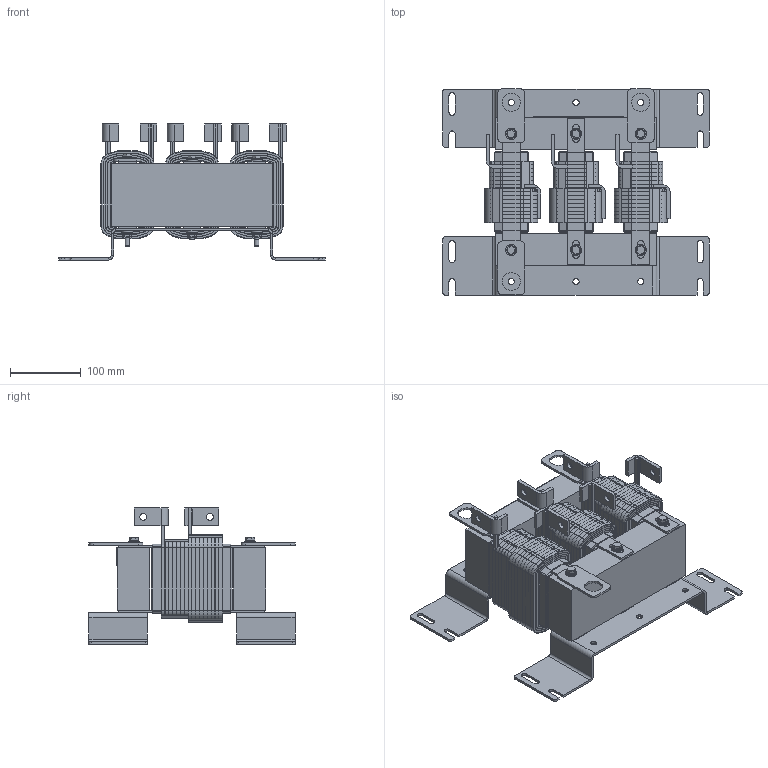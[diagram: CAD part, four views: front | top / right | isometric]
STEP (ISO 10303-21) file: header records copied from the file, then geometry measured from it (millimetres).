
FILE_DESCRIPTION(/* description */ (''),/* implementation_level */ '2;1');
FILE_NAME(/* name */ 'KTR30A65HGX3.stp',/* time_stamp */ '2024-10-18T08:33:57-05:00',/* author */ ('DWROBLEW'),/* organization */ (''),/* preprocessor_version */ 'ST-DEVELOPER v20',/* originating_system */ 'Autodesk Inventor 2024',/* authorisation */ '');
FILE_SCHEMA (('AUTOMOTIVE_DESIGN { 1 0 10303 214 3 1 1 }'));
Products named in the file (20): KTR30A65HGX3; 23412-3.50; 30097- LARGE  BLANK  (REACTOR); 1505-1763-4495 ASSEMBLY; 1505; 31194-A; 31621; 25040-1; 21476; 20852; 25040-1 core wrap; 25040-1-outer wrap 1; 25040-1  coil; 25040-1 outer wrap; 15465; 1763-4495 ASSEMBLY; 4495; 1763; 15217; 3262
Assembly tree (43 placements, depth 3):
  KTR30A65HGX3
    23412-3.50  x2
    30097- LARGE  BLANK  (REACTOR)
    1505-1763-4495 ASSEMBLY  x6
      4495
      1763
      1505
    1763-4495 ASSEMBLY  x6
      4495
      1763
    31194-A  x2
    15217  x3
    31621  x3
    25040-1  x3
      21476
      20852
      25040-1 core wrap
      25040-1-outer wrap 1
      25040-1  coil
      25040-1 outer wrap
      15465
    3262  x3
Bounding box: 375.92 x 291.08 x 192.23 mm (x, y, z)
Volume: 4581851.8 mm3; surface area: 1754529.3 mm2
Topology: 218 solids, 218 shells, 6332 faces, 17318 edges, 11484 vertices
Faces by surface type: plane 3456, cylinder 2704, bspline 154, torus 12, cone 6
Full cylindrical faces by diameter (mm): 6.147 x12, 6.35 x12, 7.137 x12, 7.62 x12, 8.636 x12, 8.712 x3, 8.738 x6, 9.652 x6, 12.7 x12, 14.859 x6, 15.875 x12, 25.4 x3
Entity records: 77660 total; most frequent: CARTESIAN_POINT 15688, ORIENTED_EDGE 12980, DIRECTION 12487, EDGE_CURVE 6490, LINE 4405, VECTOR 4405, VERTEX_POINT 4305, AXIS2_PLACEMENT_3D 4041
